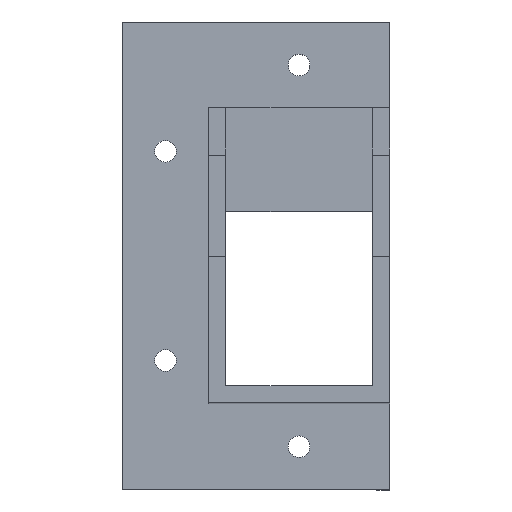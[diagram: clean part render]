
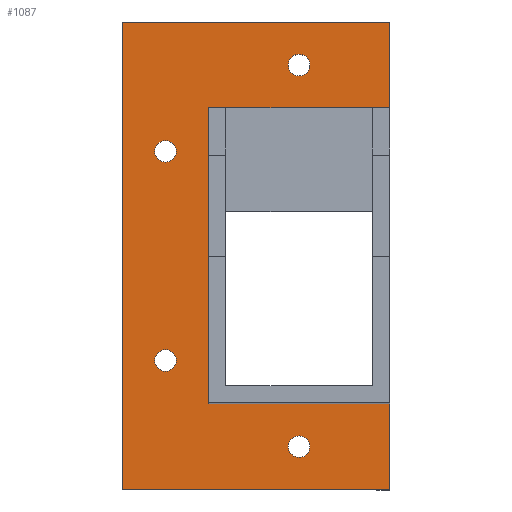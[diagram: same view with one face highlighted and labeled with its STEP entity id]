
A CAD part, top view. The second image highlights one B-rep face of the part: STEP entity #1087.
In plain terms, the highlighted planar face has unit normal (0, 0, 1).
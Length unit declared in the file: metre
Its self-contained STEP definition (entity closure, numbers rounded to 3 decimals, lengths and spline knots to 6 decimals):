
#43=LINE('',#1560,#135);
#47=LINE('',#1568,#139);
#77=LINE('',#1645,#169);
#95=LINE('',#1708,#187);
#99=LINE('',#1716,#191);
#101=LINE('',#1724,#193);
#112=LINE('',#1774,#204);
#114=LINE('',#1786,#206);
#115=LINE('',#1787,#207);
#116=LINE('',#1789,#208);
#135=VECTOR('',#1253,1.);
#139=VECTOR('',#1257,1.);
#169=VECTOR('',#1313,1.);
#187=VECTOR('',#1377,1.);
#191=VECTOR('',#1381,1.);
#193=VECTOR('',#1389,1.);
#204=VECTOR('',#1458,1.);
#206=VECTOR('',#1470,1.);
#207=VECTOR('',#1471,1.);
#208=VECTOR('',#1472,1.);
#408=ORIENTED_EDGE('',*,*,#608,.T.);
#409=ORIENTED_EDGE('',*,*,#609,.T.);
#410=ORIENTED_EDGE('',*,*,#610,.F.);
#411=ORIENTED_EDGE('',*,*,#611,.F.);
#412=ORIENTED_EDGE('',*,*,#549,.F.);
#413=ORIENTED_EDGE('',*,*,#511,.F.);
#414=ORIENTED_EDGE('',*,*,#612,.F.);
#415=ORIENTED_EDGE('',*,*,#507,.F.);
#416=ORIENTED_EDGE('',*,*,#587,.T.);
#417=ORIENTED_EDGE('',*,*,#583,.T.);
#418=ORIENTED_EDGE('',*,*,#613,.F.);
#419=ORIENTED_EDGE('',*,*,#614,.T.);
#420=ORIENTED_EDGE('',*,*,#606,.T.);
#421=ORIENTED_EDGE('',*,*,#579,.F.);
#507=EDGE_CURVE('',#643,#644,#43,.T.);
#511=EDGE_CURVE('',#647,#648,#47,.T.);
#549=EDGE_CURVE('',#648,#682,#77,.T.);
#579=EDGE_CURVE('',#682,#704,#95,.T.);
#583=EDGE_CURVE('',#708,#707,#99,.T.);
#587=EDGE_CURVE('',#643,#708,#101,.T.);
#606=EDGE_CURVE('',#721,#704,#112,.T.);
#608=EDGE_CURVE('',#722,#722,#768,.F.);
#609=EDGE_CURVE('',#723,#723,#769,.F.);
#610=EDGE_CURVE('',#724,#724,#770,.T.);
#611=EDGE_CURVE('',#725,#725,#771,.T.);
#612=EDGE_CURVE('',#644,#647,#114,.T.);
#613=EDGE_CURVE('',#726,#707,#115,.T.);
#614=EDGE_CURVE('',#726,#721,#116,.T.);
#643=VERTEX_POINT('',#1559);
#644=VERTEX_POINT('',#1561);
#647=VERTEX_POINT('',#1567);
#648=VERTEX_POINT('',#1569);
#682=VERTEX_POINT('',#1646);
#704=VERTEX_POINT('',#1709);
#707=VERTEX_POINT('',#1715);
#708=VERTEX_POINT('',#1717);
#721=VERTEX_POINT('',#1775);
#722=VERTEX_POINT('',#1779);
#723=VERTEX_POINT('',#1781);
#724=VERTEX_POINT('',#1783);
#725=VERTEX_POINT('',#1785);
#726=VERTEX_POINT('',#1788);
#768=CIRCLE('',#1198,0.0025);
#769=CIRCLE('',#1199,0.0025);
#770=CIRCLE('',#1200,0.0025);
#771=CIRCLE('',#1201,0.0025);
#861=EDGE_LOOP('',(#408));
#862=EDGE_LOOP('',(#409));
#863=EDGE_LOOP('',(#410));
#864=EDGE_LOOP('',(#411));
#865=EDGE_LOOP('',(#412,#413,#414,#415,#416,#417,#418,#419,#420,#421));
#979=FACE_BOUND('',#861,.T.);
#980=FACE_BOUND('',#862,.T.);
#981=FACE_BOUND('',#863,.T.);
#982=FACE_BOUND('',#864,.T.);
#983=FACE_BOUND('',#865,.T.);
#1034=PLANE('',#1197);
#1087=ADVANCED_FACE('',(#979,#980,#981,#982,#983),#1034,.T.);
#1197=AXIS2_PLACEMENT_3D('',#1777,#1460,#1461);
#1198=AXIS2_PLACEMENT_3D('',#1778,#1462,#1463);
#1199=AXIS2_PLACEMENT_3D('',#1780,#1464,#1465);
#1200=AXIS2_PLACEMENT_3D('',#1782,#1466,#1467);
#1201=AXIS2_PLACEMENT_3D('',#1784,#1468,#1469);
#1253=DIRECTION('',(0.,-1.,0.));
#1257=DIRECTION('',(0.,-1.,0.));
#1313=DIRECTION('',(1.,0.,0.));
#1377=DIRECTION('',(0.,-1.,0.));
#1381=DIRECTION('',(0.,1.,0.));
#1389=DIRECTION('',(1.,0.,0.));
#1458=DIRECTION('',(1.,0.,0.));
#1460=DIRECTION('',(0.,0.,1.));
#1461=DIRECTION('',(1.,0.,0.));
#1462=DIRECTION('',(0.,0.,1.));
#1463=DIRECTION('',(1.,0.,0.));
#1464=DIRECTION('',(0.,0.,1.));
#1465=DIRECTION('',(1.,0.,0.));
#1466=DIRECTION('',(0.,0.,1.));
#1467=DIRECTION('',(1.,0.,0.));
#1468=DIRECTION('',(0.,0.,1.));
#1469=DIRECTION('',(1.,0.,0.));
#1470=DIRECTION('',(0.,-1.,0.));
#1471=DIRECTION('',(1.,0.,0.));
#1472=DIRECTION('',(0.,-1.,0.));
#1559=CARTESIAN_POINT('',(0.,0.024,0.003));
#1560=CARTESIAN_POINT('',(0.,-0.01025,0.003));
#1561=CARTESIAN_POINT('',(0.,0.,0.003));
#1567=CARTESIAN_POINT('',(0.,-0.0405,0.003));
#1568=CARTESIAN_POINT('',(0.,-0.01025,0.003));
#1569=CARTESIAN_POINT('',(0.,-0.0445,0.003));
#1645=CARTESIAN_POINT('',(0.021,-0.0445,0.003));
#1646=CARTESIAN_POINT('',(0.042,-0.0445,0.003));
#1708=CARTESIAN_POINT('',(0.042,-0.0545,0.003));
#1709=CARTESIAN_POINT('',(0.042,-0.0645,0.003));
#1715=CARTESIAN_POINT('',(0.042,0.044,0.003));
#1716=CARTESIAN_POINT('',(0.042,0.034,0.003));
#1717=CARTESIAN_POINT('',(0.042,0.024,0.003));
#1724=CARTESIAN_POINT('',(0.021,0.024,0.003));
#1774=CARTESIAN_POINT('',(0.021,-0.0645,0.003));
#1775=CARTESIAN_POINT('',(-0.02,-0.0645,0.003));
#1777=CARTESIAN_POINT('',(0.021,-0.01025,0.003));
#1778=CARTESIAN_POINT('',(0.021,-0.0545,0.003));
#1779=CARTESIAN_POINT('',(0.0235,-0.0545,0.003));
#1780=CARTESIAN_POINT('',(0.021,0.034,0.003));
#1781=CARTESIAN_POINT('',(0.0235,0.034,0.003));
#1782=CARTESIAN_POINT('',(-0.01,0.014,0.003));
#1783=CARTESIAN_POINT('',(-0.0075,0.014,0.003));
#1784=CARTESIAN_POINT('',(-0.01,-0.0345,0.003));
#1785=CARTESIAN_POINT('',(-0.0075,-0.0345,0.003));
#1786=CARTESIAN_POINT('',(0.,-0.01025,0.003));
#1787=CARTESIAN_POINT('',(0.021,0.044,0.003));
#1788=CARTESIAN_POINT('',(-0.02,0.044,0.003));
#1789=CARTESIAN_POINT('',(-0.02,-0.01025,0.003));
